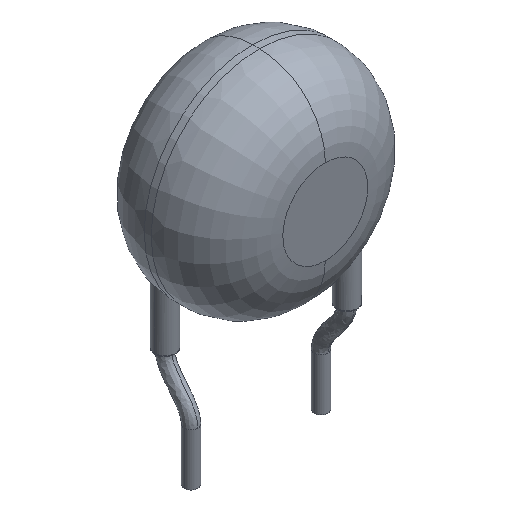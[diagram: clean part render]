
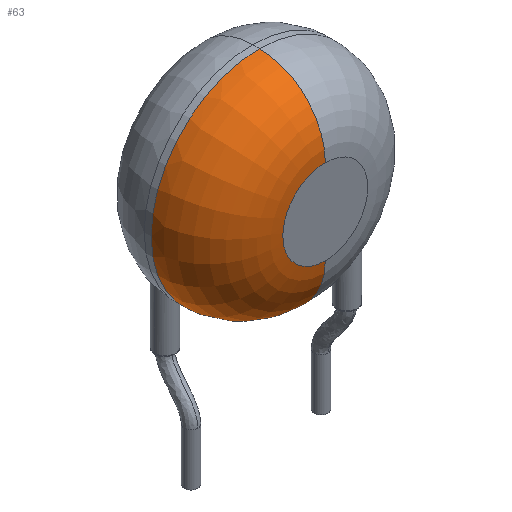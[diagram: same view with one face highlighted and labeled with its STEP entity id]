
A CAD part, isometric view. The second image highlights one B-rep face of the part: STEP entity #63.
In plain terms, the highlighted toroidal (fillet/blend) face has major radius 2.45 mm and minor radius 3.8 mm.
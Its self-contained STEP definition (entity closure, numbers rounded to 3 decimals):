
#9 = CARTESIAN_POINT ( 'NONE',  ( -1.68, -4., 8.966 ) ) ;
#37 = CARTESIAN_POINT ( 'NONE',  ( -0.535, -4., 8.358 ) ) ;
#52 = CARTESIAN_POINT ( 'NONE',  ( -2.365, -4., 10.109 ) ) ;
#58 = VERTEX_POINT ( 'NONE', #394 ) ;
#63 = ADVANCED_FACE ( 'NONE', ( #387 ), #86, .T. ) ;
#74 = CARTESIAN_POINT ( 'NONE',  ( -0.641, -4., 13.136 ) ) ;
#78 = EDGE_LOOP ( 'NONE', ( #1663, #422, #1609, #839 ) ) ;
#84 = CARTESIAN_POINT ( 'NONE',  ( -2.29, -4., 9.879 ) ) ;
#86 = TOROIDAL_SURFACE ( 'NONE', #609, 2.45, 3.8 ) ;
#168 = CARTESIAN_POINT ( 'NONE',  ( -1.579, -4., 8.876 ) ) ;
#188 = DIRECTION ( 'NONE',  ( 0., 0., 1. ) ) ;
#189 = CARTESIAN_POINT ( 'NONE',  ( -1.927, -4., 9.237 ) ) ;
#199 = CARTESIAN_POINT ( 'NONE',  ( -2.029, -4., 9.375 ) ) ;
#211 = CARTESIAN_POINT ( 'NONE',  ( -1.482, -4., 8.797 ) ) ;
#219 = DIRECTION ( 'NONE',  ( 0., 0., 1. ) ) ;
#231 = CARTESIAN_POINT ( 'NONE',  ( -1.234, -4., 12.891 ) ) ;
#262 = CARTESIAN_POINT ( 'NONE',  ( -2.336, -4., 10.01 ) ) ;
#284 = CARTESIAN_POINT ( 'NONE',  ( 0., -0.2, 13.2 ) ) ;
#323 = DIRECTION ( 'NONE',  ( 1., 0., 0. ) ) ;
#340 = CARTESIAN_POINT ( 'NONE',  ( -1.731, -4., 9.016 ) ) ;
#349 = CARTESIAN_POINT ( 'NONE',  ( -0.83, -4., 8.445 ) ) ;
#351 = CARTESIAN_POINT ( 'NONE',  ( 0., -0.2, 10.75 ) ) ;
#358 = CARTESIAN_POINT ( 'NONE',  ( -1.905, -4., 9.209 ) ) ;
#372 = CARTESIAN_POINT ( 'NONE',  ( -0.154, -4., 8.3 ) ) ;
#384 = CARTESIAN_POINT ( 'NONE',  ( -2.45, -4., 10.726 ) ) ;
#387 = FACE_OUTER_BOUND ( 'NONE', #78, .T. ) ;
#392 = CARTESIAN_POINT ( 'NONE',  ( -2.343, -4., 10.033 ) ) ;
#394 = CARTESIAN_POINT ( 'NONE',  ( 0., -4., 13.2 ) ) ;
#410 = AXIS2_PLACEMENT_3D ( 'NONE', #1922, #426, #219 ) ;
#422 = ORIENTED_EDGE ( 'NONE', *, *, #1347, .T. ) ;
#426 = DIRECTION ( 'NONE',  ( 0., 1., 0. ) ) ;
#498 = CARTESIAN_POINT ( 'NONE',  ( -0.882, -4., 8.464 ) ) ;
#521 = CARTESIAN_POINT ( 'NONE',  ( -1.726, -4., 9.011 ) ) ;
#530 = CARTESIAN_POINT ( 'NONE',  ( -1.707, -4., 8.992 ) ) ;
#541 = CARTESIAN_POINT ( 'NONE',  ( -2.386, -4., 11.391 ) ) ;
#560 = CARTESIAN_POINT ( 'NONE',  ( -2.444, -4., 10.567 ) ) ;
#572 = CARTESIAN_POINT ( 'NONE',  ( -2.329, -4., 9.989 ) ) ;
#609 = AXIS2_PLACEMENT_3D ( 'NONE', #351, #1020, #1697 ) ;
#649 = AXIS2_PLACEMENT_3D ( 'NONE', #1151, #323, #2146 ) ;
#663 = CARTESIAN_POINT ( 'NONE',  ( -0.308, -4., 8.315 ) ) ;
#687 = CARTESIAN_POINT ( 'NONE',  ( -1.729, -4., 9.014 ) ) ;
#728 = CARTESIAN_POINT ( 'NONE',  ( -1.506, -4., 12.709 ) ) ;
#750 = CARTESIAN_POINT ( 'NONE',  ( -2.447, -4., 10.634 ) ) ;
#798 = VERTEX_POINT ( 'NONE', #1382 ) ;
#835 = CARTESIAN_POINT ( 'NONE',  ( 0., -4., 8.3 ) ) ;
#839 = ORIENTED_EDGE ( 'NONE', *, *, #1375, .F. ) ;
#845 = CARTESIAN_POINT ( 'NONE',  ( -1.934, -4., 9.245 ) ) ;
#858 = CARTESIAN_POINT ( 'NONE',  ( -0.866, -4., 8.458 ) ) ;
#890 = CARTESIAN_POINT ( 'NONE',  ( -2.45, -4., 10.703 ) ) ;
#913 = CARTESIAN_POINT ( 'NONE',  ( -2.321, -4., 9.966 ) ) ;
#919 = VERTEX_POINT ( 'NONE', #835 ) ;
#930 = EDGE_CURVE ( 'NONE', #58, #1122, #1425, .T. ) ;
#934 = CIRCLE ( 'NONE', #410, 6.25 ) ;
#995 = DIRECTION ( 'NONE',  ( -1., 0., 0. ) ) ;
#996 = CARTESIAN_POINT ( 'NONE',  ( -1.205, -4., 8.61 ) ) ;
#1018 = CARTESIAN_POINT ( 'NONE',  ( -1.893, -4., 9.194 ) ) ;
#1020 = DIRECTION ( 'NONE',  ( 0., 1., 0. ) ) ;
#1021 = B_SPLINE_CURVE_WITH_KNOTS ( 'NONE', 3,
 ( #1508, #372, #663, #37, #1339, #1718, #1827, #349, #858, #498, #1370, #996, #1170, #211, #168, #1182, #9, #530, #1840, #521, #687, #340, #2003, #1853, #1028, #1018, #358, #1695, #189, #845, #1193, #1362, #199, #1542, #1203, #84, #1066, #913, #1380, #572, #262, #392, #52, #1590, #2045, #2031, #1569, #560, #750, #1427, #890, #384, #2071, #1725, #541, #1739, #1260, #728, #231, #74, #1401, #1233 ),
 .UNSPECIFIED., .F., .F.,
 ( 4, 2, 2, 1, 2, 2, 2, 2, 1, 1, 1, 1, 1, 2, 2, 2, 2, 2, 1, 1, 2, 2, 2, 2, 1, 2, 2, 2, 2, 1, 2, 2, 2, 2, 2, 4 ),
 ( 0., 0.063, 0.094, 0.109, 0.117, 0.125, 0.188, 0.219, 0.234, 0.242, 0.246, 0.248, 0.249, 0.25, 0.25, 0.281, 0.285, 0.287, 0.289, 0.297, 0.313, 0.375, 0.391, 0.395, 0.398, 0.406, 0.438, 0.469, 0.484, 0.492, 0.496, 0.5, 0.625, 0.75, 0.875, 1. ),
 .UNSPECIFIED. ) ;
#1028 = CARTESIAN_POINT ( 'NONE',  ( -1.79, -4., 9.071 ) ) ;
#1066 = CARTESIAN_POINT ( 'NONE',  ( -2.305, -4., 9.917 ) ) ;
#1122 = VERTEX_POINT ( 'NONE', #1989 ) ;
#1151 = CARTESIAN_POINT ( 'NONE',  ( 0., -0.2, 8.3 ) ) ;
#1170 = CARTESIAN_POINT ( 'NONE',  ( -1.415, -4., 8.747 ) ) ;
#1182 = CARTESIAN_POINT ( 'NONE',  ( -1.627, -4., 8.917 ) ) ;
#1193 = CARTESIAN_POINT ( 'NONE',  ( -1.951, -4., 9.267 ) ) ;
#1203 = CARTESIAN_POINT ( 'NONE',  ( -2.215, -4., 9.688 ) ) ;
#1233 = CARTESIAN_POINT ( 'NONE',  ( 0., -4., 13.2 ) ) ;
#1260 = CARTESIAN_POINT ( 'NONE',  ( -1.959, -4., 12.256 ) ) ;
#1324 = EDGE_CURVE ( 'NONE', #919, #798, #1601, .T. ) ;
#1339 = CARTESIAN_POINT ( 'NONE',  ( -0.61, -4., 8.376 ) ) ;
#1347 = EDGE_CURVE ( 'NONE', #919, #58, #1021, .T. ) ;
#1362 = CARTESIAN_POINT ( 'NONE',  ( -1.993, -4., 9.324 ) ) ;
#1370 = CARTESIAN_POINT ( 'NONE',  ( -1.057, -4., 8.533 ) ) ;
#1375 = EDGE_CURVE ( 'NONE', #798, #1122, #934, .T. ) ;
#1380 = CARTESIAN_POINT ( 'NONE',  ( -2.324, -4., 9.975 ) ) ;
#1382 = CARTESIAN_POINT ( 'NONE',  ( 0., -0.2, 4.5 ) ) ;
#1401 = CARTESIAN_POINT ( 'NONE',  ( -0.321, -4., 13.2 ) ) ;
#1425 = CIRCLE ( 'NONE', #1496, 3.8 ) ;
#1427 = CARTESIAN_POINT ( 'NONE',  ( -2.449, -4., 10.668 ) ) ;
#1496 = AXIS2_PLACEMENT_3D ( 'NONE', #284, #995, #188 ) ;
#1508 = CARTESIAN_POINT ( 'NONE',  ( 0., -4., 8.3 ) ) ;
#1542 = CARTESIAN_POINT ( 'NONE',  ( -2.138, -4., 9.541 ) ) ;
#1569 = CARTESIAN_POINT ( 'NONE',  ( -2.44, -4., 10.524 ) ) ;
#1590 = CARTESIAN_POINT ( 'NONE',  ( -2.383, -4., 10.175 ) ) ;
#1601 = CIRCLE ( 'NONE', #649, 3.8 ) ;
#1609 = ORIENTED_EDGE ( 'NONE', *, *, #930, .T. ) ;
#1663 = ORIENTED_EDGE ( 'NONE', *, *, #1324, .F. ) ;
#1695 = CARTESIAN_POINT ( 'NONE',  ( -1.924, -4., 9.233 ) ) ;
#1697 = DIRECTION ( 'NONE',  ( 0., 0., 1. ) ) ;
#1718 = CARTESIAN_POINT ( 'NONE',  ( -0.72, -4., 8.408 ) ) ;
#1725 = CARTESIAN_POINT ( 'NONE',  ( -2.45, -4., 11.071 ) ) ;
#1739 = CARTESIAN_POINT ( 'NONE',  ( -2.141, -4., 11.984 ) ) ;
#1827 = CARTESIAN_POINT ( 'NONE',  ( -0.775, -4., 8.425 ) ) ;
#1840 = CARTESIAN_POINT ( 'NONE',  ( -1.72, -4., 9.005 ) ) ;
#1853 = CARTESIAN_POINT ( 'NONE',  ( -1.735, -4., 9.021 ) ) ;
#1922 = CARTESIAN_POINT ( 'NONE',  ( 0., -0.2, 10.75 ) ) ;
#1989 = CARTESIAN_POINT ( 'NONE',  ( 0., -0.2, 17. ) ) ;
#2003 = CARTESIAN_POINT ( 'NONE',  ( -1.732, -4., 9.018 ) ) ;
#2031 = CARTESIAN_POINT ( 'NONE',  ( -2.426, -4., 10.398 ) ) ;
#2045 = CARTESIAN_POINT ( 'NONE',  ( -2.413, -4., 10.32 ) ) ;
#2071 = CARTESIAN_POINT ( 'NONE',  ( -2.45, -4., 10.74 ) ) ;
#2146 = DIRECTION ( 'NONE',  ( 0., 0., -1. ) ) ;
